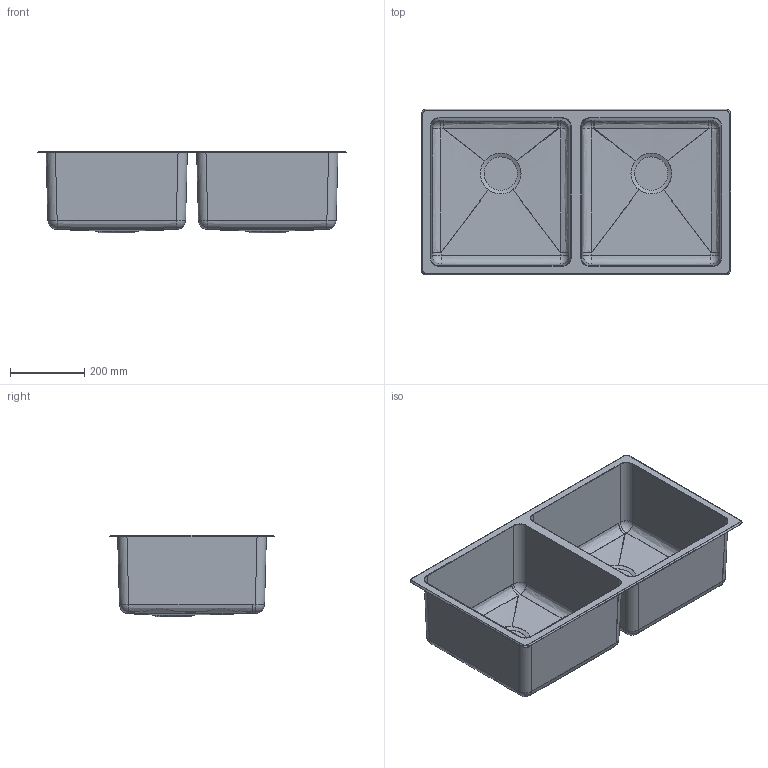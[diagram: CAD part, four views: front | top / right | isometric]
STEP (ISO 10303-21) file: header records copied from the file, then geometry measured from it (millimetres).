
FILE_DESCRIPTION(/* description */ (''),/* implementation_level */ '2;1');
FILE_NAME(/* name */ 'HD8346',/* time_stamp */ '2020-03-09T15:03:27+08:00',/* author */ (''),/* organization */ (''),/* preprocessor_version */ 'ST-DEVELOPER v9',/* originating_system */ 'UGS - NX 4.0',/* authorisation */ '');
FILE_SCHEMA (('AUTOMOTIVE_DESIGN { 1 0 10303 214 1 1 1 1 }'));
Length unit declared in the file: millimetre
Products named in the file (1): Admi97FEwxta
Bounding box: 831 x 446 x 220 mm (x, y, z)
Volume: 957671.9 mm3; surface area: 1923416 mm2
Topology: 3 solids, 3 shells, 173 faces, 404 edges, 224 vertices
Faces by surface type: bspline 76, plane 41, sphere 32, cylinder 24
Entity records: 7394 total; most frequent: CARTESIAN_POINT 4044, ORIENTED_EDGE 760, DIRECTION 564, EDGE_CURVE 380, AXIS2_PLACEMENT_3D 226, VERTEX_POINT 220, EDGE_LOOP 184, ADVANCED_FACE 173
